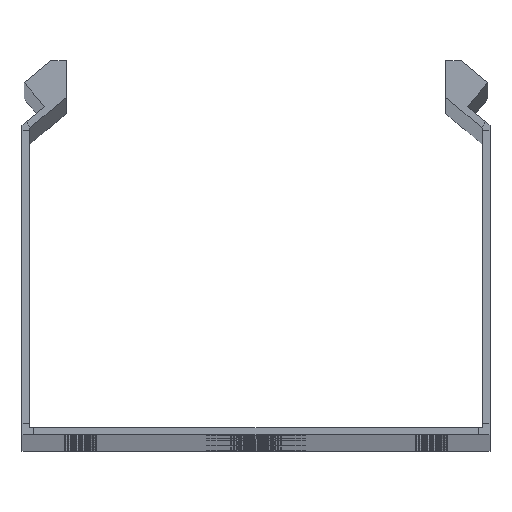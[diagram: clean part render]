
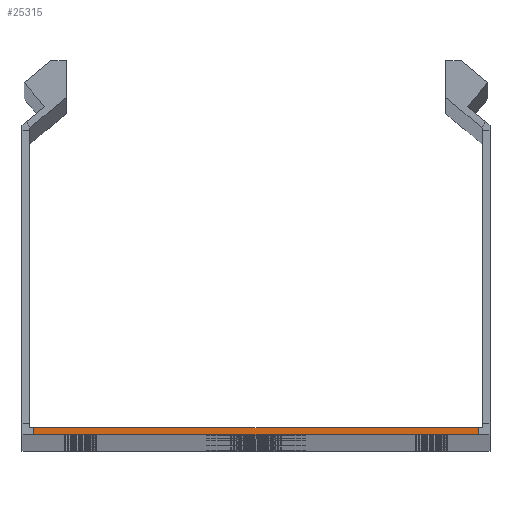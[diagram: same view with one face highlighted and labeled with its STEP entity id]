
A CAD part, top view. The second image highlights one B-rep face of the part: STEP entity #25315.
In plain terms, the highlighted planar face has unit normal (0, 0, 1).
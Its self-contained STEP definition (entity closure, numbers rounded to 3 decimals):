
#2269 = DIRECTION ( 'NONE',  ( 0., -1., 0. ) ) ;
#3060 = CARTESIAN_POINT ( 'NONE',  ( -50., 1.5, 1000. ) ) ;
#5381 = LINE ( 'NONE', #3060, #32264 ) ;
#7553 = VECTOR ( 'NONE', #34108, 1000. ) ;
#8596 = DIRECTION ( 'NONE',  ( 1., 0., 0. ) ) ;
#8669 = ORIENTED_EDGE ( 'NONE', *, *, #28706, .T. ) ;
#9861 = CARTESIAN_POINT ( 'NONE',  ( 47.5, 0., 1000. ) ) ;
#10451 = EDGE_LOOP ( 'NONE', ( #35725, #18829, #13099, #8669 ) ) ;
#11429 = LINE ( 'NONE', #9861, #7553 ) ;
#12179 = CARTESIAN_POINT ( 'NONE',  ( 48.5, 2.5, 1000. ) ) ;
#13099 = ORIENTED_EDGE ( 'NONE', *, *, #14372, .T. ) ;
#14372 = EDGE_CURVE ( 'NONE', #26934, #30846, #5381, .T. ) ;
#14697 = LINE ( 'NONE', #26874, #38853 ) ;
#15870 = PLANE ( 'NONE',  #18799 ) ;
#15994 = VERTEX_POINT ( 'NONE', #42693 ) ;
#18799 = AXIS2_PLACEMENT_3D ( 'NONE', #12179, #40397, #8596 ) ;
#18829 = ORIENTED_EDGE ( 'NONE', *, *, #28203, .T. ) ;
#23283 = CARTESIAN_POINT ( 'NONE',  ( -50., 0., 1000. ) ) ;
#25315 = ADVANCED_FACE ( 'NONE', ( #29817 ), #15870, .T. ) ;
#26510 = CARTESIAN_POINT ( 'NONE',  ( 47.5, 1.5, 1000. ) ) ;
#26874 = CARTESIAN_POINT ( 'NONE',  ( -47.5, 1.5, 1000. ) ) ;
#26934 = VERTEX_POINT ( 'NONE', #26510 ) ;
#27767 = VERTEX_POINT ( 'NONE', #34681 ) ;
#28203 = EDGE_CURVE ( 'NONE', #27767, #26934, #11429, .T. ) ;
#28706 = EDGE_CURVE ( 'NONE', #30846, #15994, #14697, .T. ) ;
#29817 = FACE_OUTER_BOUND ( 'NONE', #10451, .T. ) ;
#30846 = VERTEX_POINT ( 'NONE', #31988 ) ;
#31988 = CARTESIAN_POINT ( 'NONE',  ( -47.5, 1.5, 1000. ) ) ;
#32264 = VECTOR ( 'NONE', #38543, 1000. ) ;
#34108 = DIRECTION ( 'NONE',  ( 0., 1., 0. ) ) ;
#34681 = CARTESIAN_POINT ( 'NONE',  ( 47.5, 0., 1000. ) ) ;
#35725 = ORIENTED_EDGE ( 'NONE', *, *, #44188, .F. ) ;
#36246 = VECTOR ( 'NONE', #40479, 1000. ) ;
#36740 = LINE ( 'NONE', #23283, #36246 ) ;
#38543 = DIRECTION ( 'NONE',  ( -1., 0., 0. ) ) ;
#38853 = VECTOR ( 'NONE', #2269, 1000. ) ;
#40397 = DIRECTION ( 'NONE',  ( 0., 0., 1. ) ) ;
#40479 = DIRECTION ( 'NONE',  ( -1., 0., 0. ) ) ;
#42693 = CARTESIAN_POINT ( 'NONE',  ( -47.5, 0., 1000. ) ) ;
#44188 = EDGE_CURVE ( 'NONE', #27767, #15994, #36740, .T. ) ;
